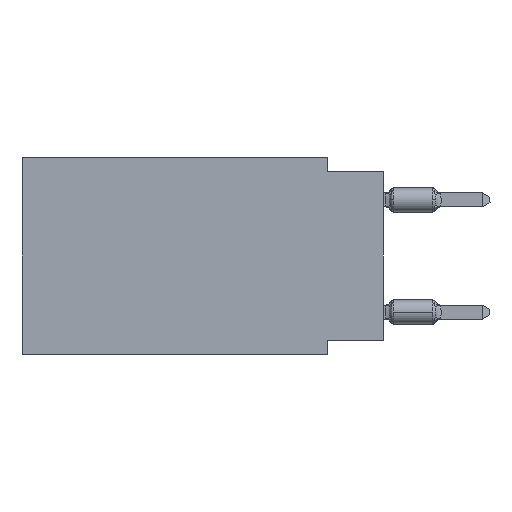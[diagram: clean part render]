
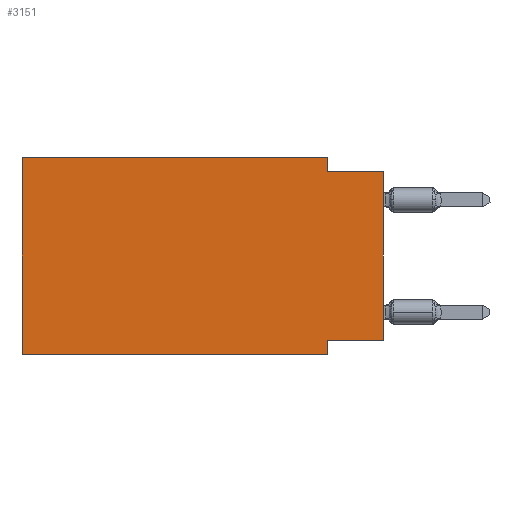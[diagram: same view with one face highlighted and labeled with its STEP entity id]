
A CAD part, left-side view. The second image highlights one B-rep face of the part: STEP entity #3151.
In plain terms, the highlighted planar face has unit normal (-1, 0, 0).
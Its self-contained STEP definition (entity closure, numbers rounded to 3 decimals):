
#163 = ORIENTED_EDGE ( 'NONE', *, *, #2431, .F. ) ;
#533 = LINE ( 'NONE', #2105, #10347 ) ;
#538 = CARTESIAN_POINT ( 'NONE',  ( 0., 0., -8.255 ) ) ;
#544 = EDGE_CURVE ( 'NONE', #16606, #5025, #5862, .T. ) ;
#612 = CARTESIAN_POINT ( 'NONE',  ( 0., 16.383, 0. ) ) ;
#641 = VECTOR ( 'NONE', #7156, 1000. ) ;
#1421 = DIRECTION ( 'NONE',  ( 0., 0., 1. ) ) ;
#1665 = EDGE_CURVE ( 'NONE', #16606, #4802, #2820, .T. ) ;
#1704 = LINE ( 'NONE', #15628, #5655 ) ;
#2105 = CARTESIAN_POINT ( 'NONE',  ( 0., 0., 0. ) ) ;
#2203 = VERTEX_POINT ( 'NONE', #8521 ) ;
#2255 = DIRECTION ( 'NONE',  ( 0., -1., 0. ) ) ;
#2431 = EDGE_CURVE ( 'NONE', #12756, #13218, #4810, .T. ) ;
#2482 = CARTESIAN_POINT ( 'NONE',  ( 0., 2.54, -8.89 ) ) ;
#2820 = LINE ( 'NONE', #2905, #15458 ) ;
#2905 = CARTESIAN_POINT ( 'NONE',  ( 0., 16.383, 0. ) ) ;
#3151 = ADVANCED_FACE ( 'NONE', ( #13314 ), #7846, .F. ) ;
#3305 = CARTESIAN_POINT ( 'NONE',  ( 0., 0., -0.635 ) ) ;
#3556 = VECTOR ( 'NONE', #2255, 1000. ) ;
#4802 = VERTEX_POINT ( 'NONE', #14361 ) ;
#4810 = LINE ( 'NONE', #4902, #8632 ) ;
#4902 = CARTESIAN_POINT ( 'NONE',  ( 0., 0., -8.255 ) ) ;
#5025 = VERTEX_POINT ( 'NONE', #2482 ) ;
#5172 = VERTEX_POINT ( 'NONE', #17314 ) ;
#5655 = VECTOR ( 'NONE', #7347, 1000. ) ;
#5862 = LINE ( 'NONE', #9006, #641 ) ;
#6600 = AXIS2_PLACEMENT_3D ( 'NONE', #612, #17271, #11486 ) ;
#6692 = CARTESIAN_POINT ( 'NONE',  ( 0., 16.383, 0. ) ) ;
#7000 = VECTOR ( 'NONE', #7566, 1000. ) ;
#7156 = DIRECTION ( 'NONE',  ( 0., -1., 0. ) ) ;
#7347 = DIRECTION ( 'NONE',  ( 0., 0., -1. ) ) ;
#7566 = DIRECTION ( 'NONE',  ( 0., -1., 0. ) ) ;
#7846 = PLANE ( 'NONE',  #6600 ) ;
#8470 = CARTESIAN_POINT ( 'NONE',  ( 0., 2.54, 0. ) ) ;
#8521 = CARTESIAN_POINT ( 'NONE',  ( 0., 0., -0.635 ) ) ;
#8632 = VECTOR ( 'NONE', #9165, 1000. ) ;
#8697 = EDGE_CURVE ( 'NONE', #12330, #5172, #11921, .T. ) ;
#9006 = CARTESIAN_POINT ( 'NONE',  ( 0., 16.383, -8.89 ) ) ;
#9165 = DIRECTION ( 'NONE',  ( 0., 1., 0. ) ) ;
#9841 = EDGE_CURVE ( 'NONE', #5172, #2203, #13409, .T. ) ;
#10347 = VECTOR ( 'NONE', #13427, 1000. ) ;
#10499 = ORIENTED_EDGE ( 'NONE', *, *, #1665, .F. ) ;
#10525 = CARTESIAN_POINT ( 'NONE',  ( 0., 2.54, 0. ) ) ;
#10607 = EDGE_CURVE ( 'NONE', #12756, #2203, #533, .T. ) ;
#10945 = EDGE_CURVE ( 'NONE', #4802, #12330, #14975, .T. ) ;
#10960 = ORIENTED_EDGE ( 'NONE', *, *, #10945, .F. ) ;
#11486 = DIRECTION ( 'NONE',  ( 0., 0., -1. ) ) ;
#11653 = CARTESIAN_POINT ( 'NONE',  ( 0., 2.54, -8.255 ) ) ;
#11921 = LINE ( 'NONE', #10525, #14130 ) ;
#12330 = VERTEX_POINT ( 'NONE', #8470 ) ;
#12468 = CARTESIAN_POINT ( 'NONE',  ( 0., 16.383, -8.89 ) ) ;
#12756 = VERTEX_POINT ( 'NONE', #538 ) ;
#13218 = VERTEX_POINT ( 'NONE', #11653 ) ;
#13314 = FACE_OUTER_BOUND ( 'NONE', #14275, .T. ) ;
#13409 = LINE ( 'NONE', #3305, #7000 ) ;
#13427 = DIRECTION ( 'NONE',  ( 0., 0., 1. ) ) ;
#13807 = ORIENTED_EDGE ( 'NONE', *, *, #544, .T. ) ;
#14130 = VECTOR ( 'NONE', #17422, 1000. ) ;
#14275 = EDGE_LOOP ( 'NONE', ( #14758, #17231, #14774, #10960, #10499, #13807, #15336, #163 ) ) ;
#14361 = CARTESIAN_POINT ( 'NONE',  ( 0., 16.383, 0. ) ) ;
#14758 = ORIENTED_EDGE ( 'NONE', *, *, #10607, .T. ) ;
#14774 = ORIENTED_EDGE ( 'NONE', *, *, #8697, .F. ) ;
#14975 = LINE ( 'NONE', #6692, #3556 ) ;
#15336 = ORIENTED_EDGE ( 'NONE', *, *, #16860, .F. ) ;
#15458 = VECTOR ( 'NONE', #1421, 1000. ) ;
#15628 = CARTESIAN_POINT ( 'NONE',  ( 0., 2.54, -8.89 ) ) ;
#16606 = VERTEX_POINT ( 'NONE', #12468 ) ;
#16860 = EDGE_CURVE ( 'NONE', #13218, #5025, #1704, .T. ) ;
#17231 = ORIENTED_EDGE ( 'NONE', *, *, #9841, .F. ) ;
#17271 = DIRECTION ( 'NONE',  ( 1., 0., 0. ) ) ;
#17314 = CARTESIAN_POINT ( 'NONE',  ( 0., 2.54, -0.635 ) ) ;
#17422 = DIRECTION ( 'NONE',  ( 0., 0., -1. ) ) ;
